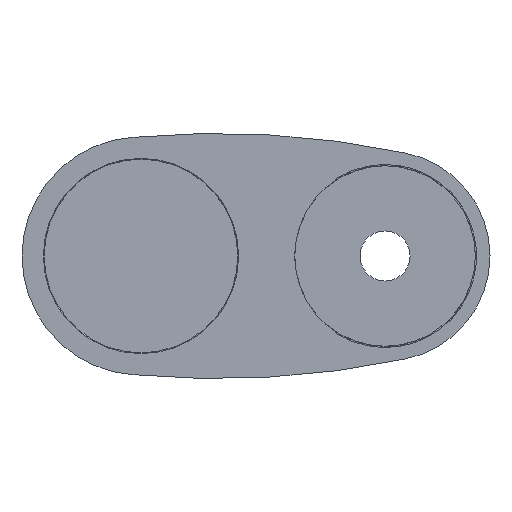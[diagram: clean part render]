
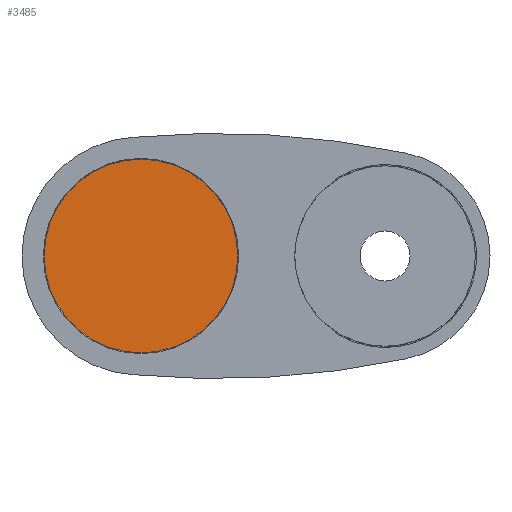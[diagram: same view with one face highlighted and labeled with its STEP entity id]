
A CAD part, front view. The second image highlights one B-rep face of the part: STEP entity #3485.
In plain terms, the highlighted planar face has unit normal (0, -1, 0).
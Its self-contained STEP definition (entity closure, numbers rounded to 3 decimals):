
#3413 = CYLINDRICAL_SURFACE('',#3414,15.87);
#3414 = AXIS2_PLACEMENT_3D('',#3415,#3416,#3417);
#3415 = CARTESIAN_POINT('',(-40.,0.,0.));
#3416 = DIRECTION('',(0.,-1.,0.));
#3417 = DIRECTION('',(0.,0.,-1.));
#3431 = EDGE_CURVE('',#3432,#3432,#3434,.T.);
#3432 = VERTEX_POINT('',#3433);
#3433 = CARTESIAN_POINT('',(-40.,0.,-15.87));
#3434 = SURFACE_CURVE('',#3435,(#3440,#3447),.PCURVE_S1.);
#3435 = CIRCLE('',#3436,15.87);
#3436 = AXIS2_PLACEMENT_3D('',#3437,#3438,#3439);
#3437 = CARTESIAN_POINT('',(-40.,0.,0.));
#3438 = DIRECTION('',(0.,-1.,0.));
#3439 = DIRECTION('',(0.,0.,-1.));
#3440 = PCURVE('',#3413,#3441);
#3441 = DEFINITIONAL_REPRESENTATION('',(#3442),#3446);
#3442 = LINE('',#3443,#3444);
#3443 = CARTESIAN_POINT('',(0.,0.));
#3444 = VECTOR('',#3445,1.);
#3445 = DIRECTION('',(1.,0.));
#3446 = ( GEOMETRIC_REPRESENTATION_CONTEXT(2) 
PARAMETRIC_REPRESENTATION_CONTEXT() REPRESENTATION_CONTEXT('2D SPACE',''
  ) );
#3447 = PCURVE('',#3448,#3453);
#3448 = PLANE('',#3449);
#3449 = AXIS2_PLACEMENT_3D('',#3450,#3451,#3452);
#3450 = CARTESIAN_POINT('',(-55.87,0.,0.));
#3451 = DIRECTION('',(0.,1.,0.));
#3452 = DIRECTION('',(0.,-0.,1.));
#3453 = DEFINITIONAL_REPRESENTATION('',(#3454),#3462);
#3454 = ( BOUNDED_CURVE() B_SPLINE_CURVE(2,(#3455,#3456,#3457,#3458,
#3459,#3460,#3461),.UNSPECIFIED.,.T.,.F.) B_SPLINE_CURVE_WITH_KNOTS((1,2
    ,2,2,2,1),(-2.094,0.,2.094,4.189,
6.283,8.378),.UNSPECIFIED.) CURVE() 
GEOMETRIC_REPRESENTATION_ITEM() RATIONAL_B_SPLINE_CURVE((1.,0.5,1.,0.5,
1.,0.5,1.)) REPRESENTATION_ITEM('') );
#3455 = CARTESIAN_POINT('',(-15.87,15.87));
#3456 = CARTESIAN_POINT('',(-15.87,43.358));
#3457 = CARTESIAN_POINT('',(7.935,29.614));
#3458 = CARTESIAN_POINT('',(31.74,15.87));
#3459 = CARTESIAN_POINT('',(7.935,2.126));
#3460 = CARTESIAN_POINT('',(-15.87,-11.618));
#3461 = CARTESIAN_POINT('',(-15.87,15.87));
#3462 = ( GEOMETRIC_REPRESENTATION_CONTEXT(2) 
PARAMETRIC_REPRESENTATION_CONTEXT() REPRESENTATION_CONTEXT('2D SPACE',''
  ) );
#3485 = ADVANCED_FACE('',(#3486),#3448,.F.);
#3486 = FACE_BOUND('',#3487,.T.);
#3487 = EDGE_LOOP('',(#3488));
#3488 = ORIENTED_EDGE('',*,*,#3431,.T.);
